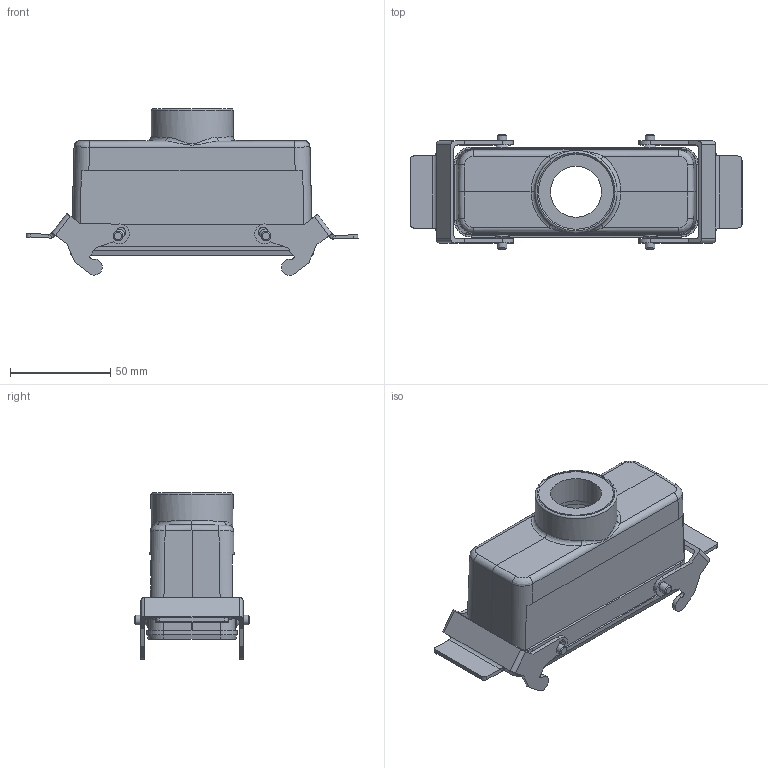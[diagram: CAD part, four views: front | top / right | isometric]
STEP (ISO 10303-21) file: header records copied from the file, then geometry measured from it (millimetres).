
FILE_DESCRIPTION((''),'2;1');
FILE_NAME('04300241763.stp','2020-07-08T08:20:17',('e.eickhoff'),(''),'Autodesk Inventor 2012','Autodesk Inventor 2012','');
FILE_SCHEMA(('AUTOMOTIVE_DESIGN { 1 0 10303 214 1 1 1 1 }'));
Length unit declared in the file: millimetre
Products named in the file (4): 04300241763; Metallbügel Quer; M25-PG29 Adapter
Assembly tree (4 placements, depth 2):
  04300241763
    04300241763
    Metallbügel Quer  x2
    M25-PG29 Adapter
Bounding box: 165.98 x 57 x 83.4 mm (x, y, z)
Volume: 87850.9 mm3; surface area: 62105.6 mm2
Topology: 4 solids, 4 shells, 474 faces, 1195 edges, 739 vertices
Faces by surface type: plane 257, cylinder 141, bspline 42, cone 19, torus 13, sphere 2
Full cylindrical faces by diameter (mm): 3 x4, 4 x4, 4.8 x4, 7 x4, 25.5 x1, 32 x1, 37 x1, 37.5 x1, 41 x1
Entity records: 13983 total; most frequent: CARTESIAN_POINT 3852, DIRECTION 2051, ORIENTED_EDGE 1990, EDGE_CURVE 995, AXIS2_PLACEMENT_3D 719, VERTEX_POINT 629, VECTOR 613, LINE 613
